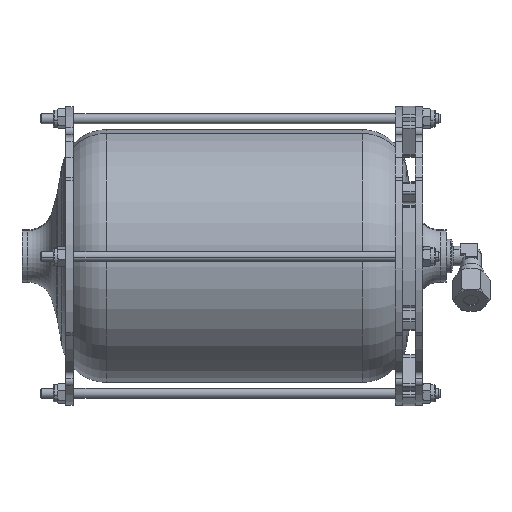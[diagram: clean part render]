
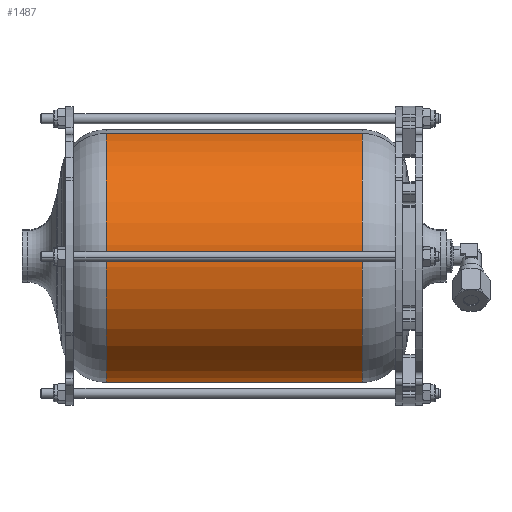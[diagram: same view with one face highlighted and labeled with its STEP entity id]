
A CAD part, left-side view. The second image highlights one B-rep face of the part: STEP entity #1487.
In plain terms, the highlighted cylindrical face has radius 50.8 mm (diameter 101.6 mm), a partial arc.
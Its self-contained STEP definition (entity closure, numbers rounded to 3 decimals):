
#1487=ADVANCED_FACE('',(#2398),#8648,.T.);
#2398=FACE_OUTER_BOUND('',#3354,.F.);
#3354=EDGE_LOOP('',(#6351,#6352,#6353,#6354));
#6351=ORIENTED_EDGE('',*,*,#11658,.T.);
#6352=ORIENTED_EDGE('',*,*,#11634,.F.);
#6353=ORIENTED_EDGE('',*,*,#11592,.F.);
#6354=ORIENTED_EDGE('',*,*,#11635,.T.);
#8648=CYLINDRICAL_SURFACE('',#17491,50.8);
#9687=CIRCLE('',#17416,50.8);
#9733=CIRCLE('',#17462,50.8);
#11592=EDGE_CURVE('',#15245,#15246,#9687,.T.);
#11634=EDGE_CURVE('',#15246,#15220,#13110,.T.);
#11635=EDGE_CURVE('',#15245,#15219,#13111,.T.);
#11658=EDGE_CURVE('',#15219,#15220,#9733,.T.);
#13110=LINE('',#27779,#13998);
#13111=LINE('',#27780,#13999);
#13998=VECTOR('',#21287,102.58);
#13999=VECTOR('',#21288,102.58);
#15219=VERTEX_POINT('',#27661);
#15220=VERTEX_POINT('',#27662);
#15245=VERTEX_POINT('',#27687);
#15246=VERTEX_POINT('',#27688);
#17416=AXIS2_PLACEMENT_3D('',#27737,#21215,#21216);
#17462=AXIS2_PLACEMENT_3D('',#27803,#21327,#21328);
#17491=AXIS2_PLACEMENT_3D('',#27832,#21385,#21386);
#21215=DIRECTION('',(0.,1.,0.));
#21216=DIRECTION('',(0.258,0.,-0.966));
#21287=DIRECTION('',(0.,1.,0.));
#21288=DIRECTION('',(0.,1.,0.));
#21327=DIRECTION('',(0.,1.,0.));
#21328=DIRECTION('',(0.258,0.,-0.966));
#21385=DIRECTION('',(0.,1.,0.));
#21386=DIRECTION('',(0.341,0.,-0.94));
#27661=CARTESIAN_POINT('',(13.095,948.94,-49.083));
#27662=CARTESIAN_POINT('',(-13.095,948.94,49.083));
#27687=CARTESIAN_POINT('',(13.095,846.36,-49.083));
#27688=CARTESIAN_POINT('',(-13.095,846.36,49.083));
#27737=CARTESIAN_POINT('',(0.,846.36,0.));
#27779=CARTESIAN_POINT('',(-13.095,846.36,49.083));
#27780=CARTESIAN_POINT('',(13.095,846.36,-49.083));
#27803=CARTESIAN_POINT('',(0.,948.94,0.));
#27832=CARTESIAN_POINT('',(0.,954.069,0.));
